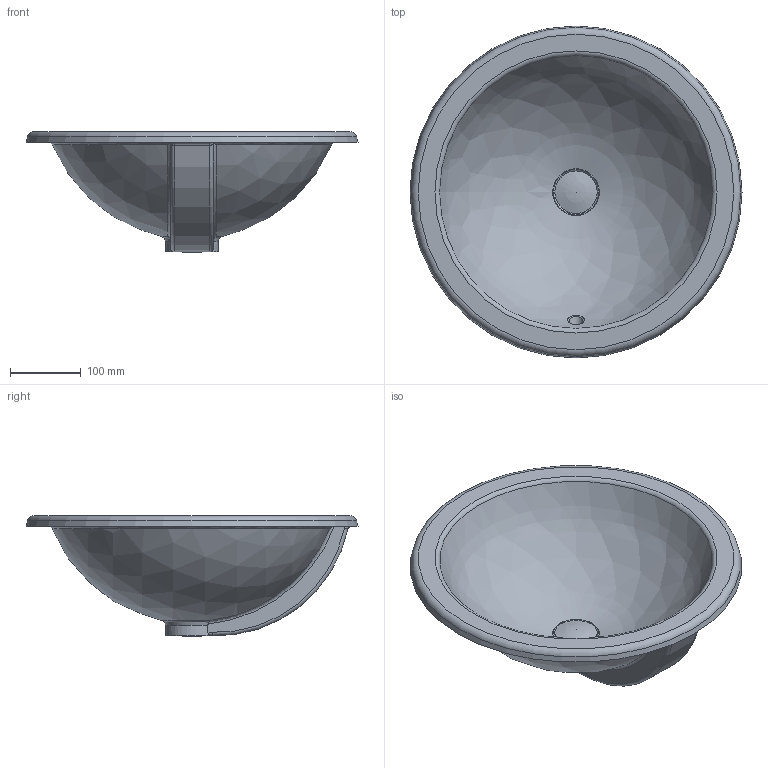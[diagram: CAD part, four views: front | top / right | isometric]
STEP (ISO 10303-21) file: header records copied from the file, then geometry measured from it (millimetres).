
FILE_DESCRIPTION((''),'2;1');
FILE_NAME('046847.stp','2008-01-16T12:53:39',('Huebner'),(''),'Autodesk Inventor 11','Autodesk Inventor 11','');
FILE_SCHEMA(('AUTOMOTIVE_DESIGN { 1 0 10303 214 1 1 1 1 }'));
Length unit declared in the file: millimetre
Products named in the file (4): 46847; Kelch; Stopfen
Assembly tree (3 placements, depth 2):
  46847
    46847
    Kelch
    Stopfen
Bounding box: 470 x 470 x 170.61 mm (x, y, z)
Volume: 3542291.3 mm3; surface area: 518205.4 mm2
Topology: 3 solids, 3 shells, 60 faces, 145 edges, 93 vertices
Faces by surface type: plane 18, cylinder 18, torus 12, bspline 7, cone 4, sphere 1
Full cylindrical faces by diameter (mm): 20 x1, 42 x1, 44 x1, 52 x1, 60 x1
Entity records: 3210 total; most frequent: CARTESIAN_POINT 1807, DIRECTION 281, ORIENTED_EDGE 252, EDGE_CURVE 126, AXIS2_PLACEMENT_3D 119, VERTEX_POINT 89, EDGE_LOOP 81, FACE_OUTER_BOUND 60
